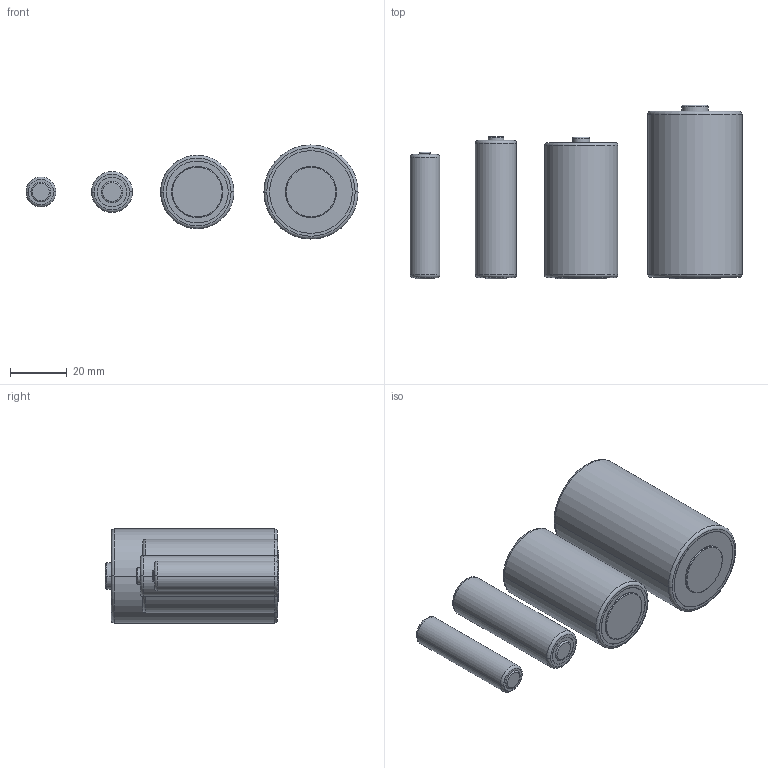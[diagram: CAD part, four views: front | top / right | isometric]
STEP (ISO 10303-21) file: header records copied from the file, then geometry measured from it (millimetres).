
FILE_DESCRIPTION((''),'2;1');
FILE_NAME('BATTERY_FAMILY_ASM','2015-07-10T',('david_cr'),('HWM-Water Ltd.'),'PRO/ENGINEER BY PARAMETRIC TECHNOLOGY CORPORATION, 2013050','PRO/ENGINEER BY PARAMETRIC TECHNOLOGY CORPORATION, 2013050','');
FILE_SCHEMA(('CONFIG_CONTROL_DESIGN'));
Length unit declared in the file: millimetre
Products named in the file (5): AA_SIZE_BATTERY_CELL; AAA_SIZE_BATTERY_CELL; C_SIZE_BATTERY_CELL; D_SIZE_BATTERY_CELL; BATTERY_FAMILY_ASM
Assembly tree (4 placements, depth 2):
  BATTERY_FAMILY_ASM
    AA_SIZE_BATTERY_CELL
    AAA_SIZE_BATTERY_CELL
    C_SIZE_BATTERY_CELL
    D_SIZE_BATTERY_CELL
Bounding box: 116.8 x 61 x 33.1 mm (x, y, z)
Volume: 86908.7 mm3; surface area: 16799 mm2
Topology: 4 solids, 4 shells, 95 faces, 184 edges, 112 vertices
Faces by surface type: cylinder 40, torus 32, plane 23
Entity records: 3726 total; most frequent: DIRECTION 536, CARTESIAN_POINT 400, ORIENTED_EDGE 368, AXIS2_PLACEMENT_3D 248, PRESENTATION_STYLE_ASSIGNMENT 232, STYLED_ITEM 188, CURVE_STYLE 184, EDGE_CURVE 184
